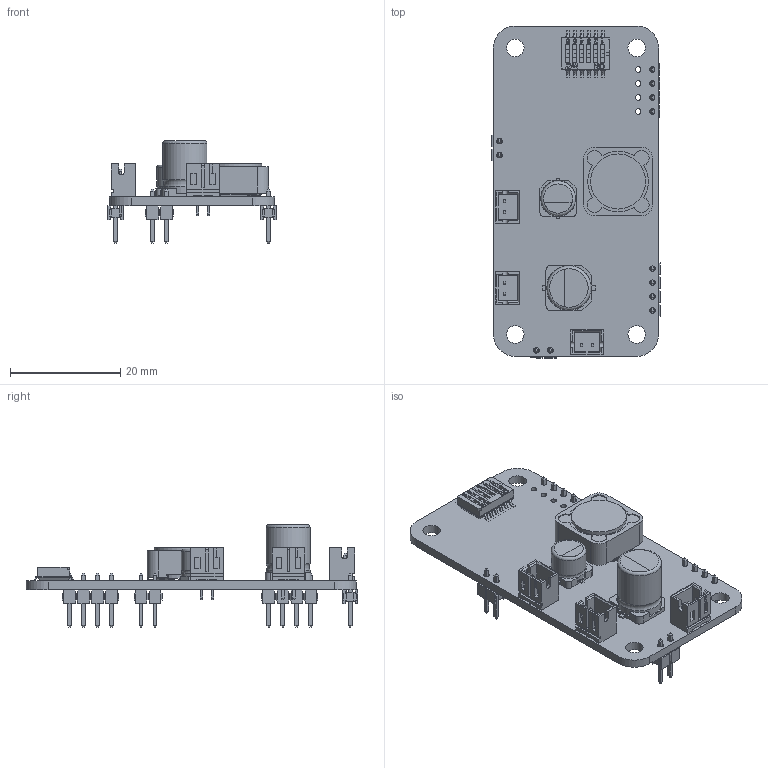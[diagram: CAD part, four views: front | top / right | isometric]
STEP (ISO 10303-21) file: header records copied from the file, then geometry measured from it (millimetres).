
FILE_DESCRIPTION(/* description */ ('STEP AP242','CAx-IF Rec.Pracs.---Representation and Presentation of Product Manufacturing Information (PMI)---4.0---2014-10-13','CAx-IF Rec.Pracs.---3D Tessellated Geometry---0.4---2014-09-14','2;1'),/* implementation_level */ '2;1');
FILE_NAME(/* name */ '685f6fccccedfa2906f51c4e',/* time_stamp */ '2025-06-28T04:30:06Z',/* author */ (''),/* organization */ (''),/* preprocessor_version */ 'ST-DEVELOPER v20',/* originating_system */ 'ONSHAPE BY PTC INC, 1.200',/* authorisation */ ' ');
FILE_SCHEMA (('AP242_MANAGED_MODEL_BASED_3D_ENGINEERING_MIM_LF { 1 0 10303 442 1 1 4 }'));
Length unit declared in the file: metre
Products named in the file (45): MCSBC; xg8s-0231; xg8s-0431; MCSBC <1>; ??SIZE CODE F-002; ??SIZE CODE F-001; ??SIZE CODE F-003_1; ??SIZE CODE F-003; ??SIZE CODE D-002; ??SIZE CODE D-001; ??SIZE CODE D-003_1; ??SIZE CODE D-003; PCB; DR125-220-R; B2B-PH-K-xxxx; Actuator; Terminal_5; Actuator_4; Actuator_2; Actuator_5; Actuator_1; Terminal_4; Contact; Actuator_3; Contact_1; Terminal_3; Contact_2; Contact_3; Terminal_2; Contact_4; Terminal_1; Contact_5; Lead_Terminal 06; Terminal; Housing_06
Assembly tree (52 placements, depth 3):
  MCSBC
    xg8s-0231  x2
    xg8s-0431  x2
    MCSBC <1>
      ??SIZE CODE F-002
      ??SIZE CODE F-001
      ??SIZE CODE F-003_1
      ??SIZE CODE F-003
      ??SIZE CODE D-002
      ??SIZE CODE D-001
      ??SIZE CODE D-003_1
      ??SIZE CODE D-003
      PCB
      DR125-220-R
      DR125-220-R
      DR125-220-R
      B2B-PH-K-xxxx  x3
      B2B-PH-K-xxxx  x3
      B2B-PH-K-xxxx  x3
      Actuator
      Terminal_5
      Actuator_4
      Actuator_2
      Terminal_5
      Actuator_5
      Actuator_1
      Terminal_4
      Contact
      Actuator_3
      Terminal_4
      Contact_1
      Terminal_3
      Contact_2
      Terminal_3
      Contact_3
      Terminal_2
      Terminal_2
      Contact_4
      Terminal_1
      Contact_5
      Terminal_1
      Lead_Terminal 06
      Terminal
      Housing_06
      Terminal
Bounding box: 30.58 x 60.29 x 18.6 mm (x, y, z)
Volume: 4819.6 mm3; surface area: 7577.9 mm2
Topology: 51 solids, 51 shells, 2221 faces, 5697 edges, 3618 vertices
Faces by surface type: plane 1833, cylinder 316, sphere 30, torus 28, bspline 14
Full cylindrical faces by diameter (mm): 0.5 x6, 0.65 x2, 0.85 x2, 1 x2, 1.016 x16, 1.15 x1, 1.2 x2, 3.2 x4, 6.3 x2, 8 x2, 10 x2
Entity records: 53545 total; most frequent: CARTESIAN_POINT 9591, ORIENTED_EDGE 8574, DIRECTION 8365, EDGE_CURVE 4287, LINE 3565, VECTOR 3565, VERTEX_POINT 2780, AXIS2_PLACEMENT_3D 2400
